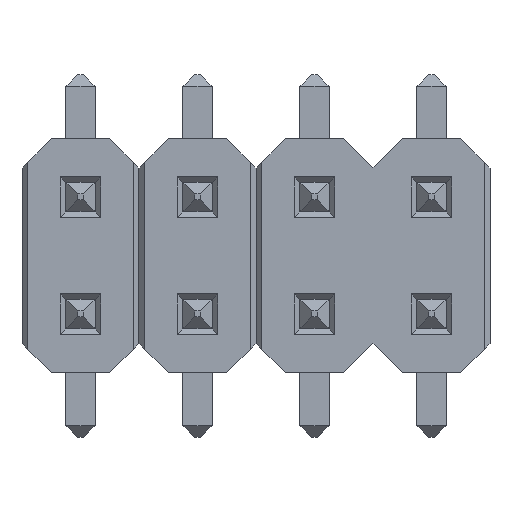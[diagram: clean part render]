
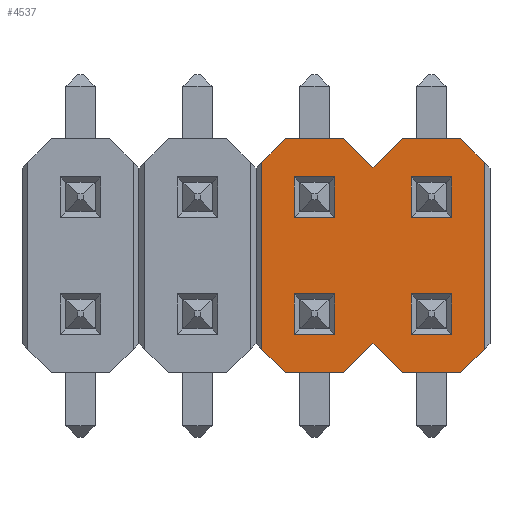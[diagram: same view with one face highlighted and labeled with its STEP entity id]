
A CAD part, top view. The second image highlights one B-rep face of the part: STEP entity #4537.
In plain terms, the highlighted planar face has unit normal (0, 0, 1).
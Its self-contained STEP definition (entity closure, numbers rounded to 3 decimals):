
#18=FACE_BOUND('',#476,.T.);
#19=FACE_BOUND('',#477,.T.);
#20=FACE_BOUND('',#478,.T.);
#21=FACE_BOUND('',#479,.T.);
#213=FACE_OUTER_BOUND('',#475,.T.);
#475=EDGE_LOOP('',(#3472,#3473,#3474,#3475,#3476,#3477,#3478,#3479,#3480,
#3481,#3482,#3483,#3484,#3485));
#476=EDGE_LOOP('',(#3486,#3487,#3488,#3489));
#477=EDGE_LOOP('',(#3490,#3491,#3492,#3493));
#478=EDGE_LOOP('',(#3494,#3495,#3496,#3497));
#479=EDGE_LOOP('',(#3498,#3499,#3500,#3501));
#982=LINE('',#6907,#1560);
#985=LINE('',#6912,#1563);
#987=LINE('',#6916,#1565);
#989=LINE('',#6919,#1567);
#990=LINE('',#6923,#1568);
#991=LINE('',#6925,#1569);
#992=LINE('',#6927,#1570);
#993=LINE('',#6929,#1571);
#994=LINE('',#6931,#1572);
#995=LINE('',#6933,#1573);
#996=LINE('',#6935,#1574);
#997=LINE('',#6937,#1575);
#998=LINE('',#6939,#1576);
#999=LINE('',#6941,#1577);
#1000=LINE('',#6943,#1578);
#1001=LINE('',#6945,#1579);
#1002=LINE('',#6947,#1580);
#1003=LINE('',#6948,#1581);
#1004=LINE('',#6951,#1582);
#1005=LINE('',#6953,#1583);
#1006=LINE('',#6955,#1584);
#1007=LINE('',#6956,#1585);
#1008=LINE('',#6959,#1586);
#1009=LINE('',#6961,#1587);
#1010=LINE('',#6963,#1588);
#1011=LINE('',#6964,#1589);
#1012=LINE('',#6967,#1590);
#1013=LINE('',#6969,#1591);
#1014=LINE('',#6971,#1592);
#1015=LINE('',#6972,#1593);
#1560=VECTOR('',#5686,10.);
#1563=VECTOR('',#5691,10.);
#1565=VECTOR('',#5695,10.);
#1567=VECTOR('',#5699,10.);
#1568=VECTOR('',#5702,10.);
#1569=VECTOR('',#5703,10.);
#1570=VECTOR('',#5704,10.);
#1571=VECTOR('',#5705,10.);
#1572=VECTOR('',#5706,10.);
#1573=VECTOR('',#5707,10.);
#1574=VECTOR('',#5708,10.);
#1575=VECTOR('',#5709,10.);
#1576=VECTOR('',#5710,10.);
#1577=VECTOR('',#5711,10.);
#1578=VECTOR('',#5712,10.);
#1579=VECTOR('',#5713,10.);
#1580=VECTOR('',#5714,10.);
#1581=VECTOR('',#5715,10.);
#1582=VECTOR('',#5716,10.);
#1583=VECTOR('',#5717,10.);
#1584=VECTOR('',#5718,10.);
#1585=VECTOR('',#5719,10.);
#1586=VECTOR('',#5720,10.);
#1587=VECTOR('',#5721,10.);
#1588=VECTOR('',#5722,10.);
#1589=VECTOR('',#5723,10.);
#1590=VECTOR('',#5724,10.);
#1591=VECTOR('',#5725,10.);
#1592=VECTOR('',#5726,10.);
#1593=VECTOR('',#5727,10.);
#2014=VERTEX_POINT('',#6905);
#2015=VERTEX_POINT('',#6906);
#2016=VERTEX_POINT('',#6911);
#2017=VERTEX_POINT('',#6915);
#2018=VERTEX_POINT('',#6921);
#2019=VERTEX_POINT('',#6922);
#2020=VERTEX_POINT('',#6924);
#2021=VERTEX_POINT('',#6926);
#2022=VERTEX_POINT('',#6928);
#2023=VERTEX_POINT('',#6930);
#2024=VERTEX_POINT('',#6932);
#2025=VERTEX_POINT('',#6934);
#2026=VERTEX_POINT('',#6936);
#2027=VERTEX_POINT('',#6938);
#2028=VERTEX_POINT('',#6940);
#2029=VERTEX_POINT('',#6942);
#2030=VERTEX_POINT('',#6944);
#2031=VERTEX_POINT('',#6946);
#2032=VERTEX_POINT('',#6949);
#2033=VERTEX_POINT('',#6950);
#2034=VERTEX_POINT('',#6952);
#2035=VERTEX_POINT('',#6954);
#2036=VERTEX_POINT('',#6957);
#2037=VERTEX_POINT('',#6958);
#2038=VERTEX_POINT('',#6960);
#2039=VERTEX_POINT('',#6962);
#2040=VERTEX_POINT('',#6965);
#2041=VERTEX_POINT('',#6966);
#2042=VERTEX_POINT('',#6968);
#2043=VERTEX_POINT('',#6970);
#2524=EDGE_CURVE('',#2014,#2015,#982,.T.);
#2527=EDGE_CURVE('',#2015,#2016,#985,.T.);
#2529=EDGE_CURVE('',#2016,#2017,#987,.T.);
#2531=EDGE_CURVE('',#2017,#2014,#989,.T.);
#2532=EDGE_CURVE('',#2018,#2019,#990,.T.);
#2533=EDGE_CURVE('',#2020,#2018,#991,.T.);
#2534=EDGE_CURVE('',#2020,#2021,#992,.T.);
#2535=EDGE_CURVE('',#2022,#2021,#993,.T.);
#2536=EDGE_CURVE('',#2023,#2022,#994,.T.);
#2537=EDGE_CURVE('',#2023,#2024,#995,.T.);
#2538=EDGE_CURVE('',#2025,#2024,#996,.T.);
#2539=EDGE_CURVE('',#2026,#2025,#997,.T.);
#2540=EDGE_CURVE('',#2027,#2026,#998,.T.);
#2541=EDGE_CURVE('',#2027,#2028,#999,.T.);
#2542=EDGE_CURVE('',#2029,#2028,#1000,.T.);
#2543=EDGE_CURVE('',#2030,#2029,#1001,.T.);
#2544=EDGE_CURVE('',#2030,#2031,#1002,.T.);
#2545=EDGE_CURVE('',#2019,#2031,#1003,.T.);
#2546=EDGE_CURVE('',#2032,#2033,#1004,.T.);
#2547=EDGE_CURVE('',#2034,#2032,#1005,.T.);
#2548=EDGE_CURVE('',#2035,#2034,#1006,.T.);
#2549=EDGE_CURVE('',#2033,#2035,#1007,.T.);
#2550=EDGE_CURVE('',#2036,#2037,#1008,.T.);
#2551=EDGE_CURVE('',#2038,#2036,#1009,.T.);
#2552=EDGE_CURVE('',#2039,#2038,#1010,.T.);
#2553=EDGE_CURVE('',#2037,#2039,#1011,.T.);
#2554=EDGE_CURVE('',#2040,#2041,#1012,.T.);
#2555=EDGE_CURVE('',#2042,#2040,#1013,.T.);
#2556=EDGE_CURVE('',#2043,#2042,#1014,.T.);
#2557=EDGE_CURVE('',#2041,#2043,#1015,.T.);
#3472=ORIENTED_EDGE('',*,*,#2532,.F.);
#3473=ORIENTED_EDGE('',*,*,#2533,.F.);
#3474=ORIENTED_EDGE('',*,*,#2534,.T.);
#3475=ORIENTED_EDGE('',*,*,#2535,.F.);
#3476=ORIENTED_EDGE('',*,*,#2536,.F.);
#3477=ORIENTED_EDGE('',*,*,#2537,.T.);
#3478=ORIENTED_EDGE('',*,*,#2538,.F.);
#3479=ORIENTED_EDGE('',*,*,#2539,.F.);
#3480=ORIENTED_EDGE('',*,*,#2540,.F.);
#3481=ORIENTED_EDGE('',*,*,#2541,.T.);
#3482=ORIENTED_EDGE('',*,*,#2542,.F.);
#3483=ORIENTED_EDGE('',*,*,#2543,.F.);
#3484=ORIENTED_EDGE('',*,*,#2544,.T.);
#3485=ORIENTED_EDGE('',*,*,#2545,.F.);
#3486=ORIENTED_EDGE('',*,*,#2546,.F.);
#3487=ORIENTED_EDGE('',*,*,#2547,.F.);
#3488=ORIENTED_EDGE('',*,*,#2548,.F.);
#3489=ORIENTED_EDGE('',*,*,#2549,.F.);
#3490=ORIENTED_EDGE('',*,*,#2550,.F.);
#3491=ORIENTED_EDGE('',*,*,#2551,.F.);
#3492=ORIENTED_EDGE('',*,*,#2552,.F.);
#3493=ORIENTED_EDGE('',*,*,#2553,.F.);
#3494=ORIENTED_EDGE('',*,*,#2554,.F.);
#3495=ORIENTED_EDGE('',*,*,#2555,.F.);
#3496=ORIENTED_EDGE('',*,*,#2556,.F.);
#3497=ORIENTED_EDGE('',*,*,#2557,.F.);
#3498=ORIENTED_EDGE('',*,*,#2524,.F.);
#3499=ORIENTED_EDGE('',*,*,#2531,.F.);
#3500=ORIENTED_EDGE('',*,*,#2529,.F.);
#3501=ORIENTED_EDGE('',*,*,#2527,.F.);
#4117=PLANE('',#4843);
#4537=ADVANCED_FACE('',(#213,#18,#19,#20,#21),#4117,.T.);
#4843=AXIS2_PLACEMENT_3D('',#6920,#5700,#5701);
#5686=DIRECTION('',(0.,-1.,0.));
#5691=DIRECTION('',(1.,0.,0.));
#5695=DIRECTION('',(0.,1.,0.));
#5699=DIRECTION('',(-1.,0.,0.));
#5700=DIRECTION('center_axis',(0.,0.,1.));
#5701=DIRECTION('ref_axis',(1.,0.,0.));
#5702=DIRECTION('',(0.,-1.,0.));
#5703=DIRECTION('',(0.707,-0.707,0.));
#5704=DIRECTION('',(-1.,0.,0.));
#5705=DIRECTION('',(0.707,0.707,0.));
#5706=DIRECTION('',(0.707,-0.707,0.));
#5707=DIRECTION('',(-1.,0.,0.));
#5708=DIRECTION('',(0.707,0.707,0.));
#5709=DIRECTION('',(0.,1.,0.));
#5710=DIRECTION('',(-0.707,0.707,0.));
#5711=DIRECTION('',(1.,0.,0.));
#5712=DIRECTION('',(-0.707,-0.707,0.));
#5713=DIRECTION('',(-0.707,0.707,0.));
#5714=DIRECTION('',(1.,0.,0.));
#5715=DIRECTION('',(-0.707,-0.707,0.));
#5716=DIRECTION('',(1.,0.,0.));
#5717=DIRECTION('',(0.,-1.,0.));
#5718=DIRECTION('',(-1.,0.,0.));
#5719=DIRECTION('',(0.,1.,0.));
#5720=DIRECTION('',(1.,0.,0.));
#5721=DIRECTION('',(0.,-1.,0.));
#5722=DIRECTION('',(-1.,0.,0.));
#5723=DIRECTION('',(0.,1.,0.));
#5724=DIRECTION('',(0.,-1.,0.));
#5725=DIRECTION('',(-1.,0.,0.));
#5726=DIRECTION('',(0.,1.,0.));
#5727=DIRECTION('',(1.,0.,0.));
#6905=CARTESIAN_POINT('',(3.65,1.35,2.));
#6906=CARTESIAN_POINT('',(3.65,0.65,2.));
#6907=CARTESIAN_POINT('',(3.65,0.375,2.));
#6911=CARTESIAN_POINT('',(4.35,0.65,2.));
#6912=CARTESIAN_POINT('',(3.125,0.65,2.));
#6915=CARTESIAN_POINT('',(4.35,1.35,2.));
#6916=CARTESIAN_POINT('',(4.35,0.625,2.));
#6919=CARTESIAN_POINT('',(2.875,1.35,2.));
#6920=CARTESIAN_POINT('Origin',(2.,0.,2.));
#6921=CARTESIAN_POINT('',(4.9,1.6,2.));
#6922=CARTESIAN_POINT('',(4.9,-1.6,2.));
#6923=CARTESIAN_POINT('',(4.9,-1.,2.));
#6924=CARTESIAN_POINT('',(4.5,2.,2.));
#6925=CARTESIAN_POINT('',(5.,1.5,2.));
#6926=CARTESIAN_POINT('',(3.5,2.,2.));
#6927=CARTESIAN_POINT('',(3.,2.,2.));
#6928=CARTESIAN_POINT('',(3.,1.5,2.));
#6929=CARTESIAN_POINT('',(3.,1.5,2.));
#6930=CARTESIAN_POINT('',(2.5,2.,2.));
#6931=CARTESIAN_POINT('',(3.,1.5,2.));
#6932=CARTESIAN_POINT('',(1.5,2.,2.));
#6933=CARTESIAN_POINT('',(1.,2.,2.));
#6934=CARTESIAN_POINT('',(1.1,1.6,2.));
#6935=CARTESIAN_POINT('',(1.,1.5,2.));
#6936=CARTESIAN_POINT('',(1.1,-1.6,2.));
#6937=CARTESIAN_POINT('',(1.1,1.,2.));
#6938=CARTESIAN_POINT('',(1.5,-2.,2.));
#6939=CARTESIAN_POINT('',(1.,-1.5,2.));
#6940=CARTESIAN_POINT('',(2.5,-2.,2.));
#6941=CARTESIAN_POINT('',(3.,-2.,2.));
#6942=CARTESIAN_POINT('',(3.,-1.5,2.));
#6943=CARTESIAN_POINT('',(3.,-1.5,2.));
#6944=CARTESIAN_POINT('',(3.5,-2.,2.));
#6945=CARTESIAN_POINT('',(3.,-1.5,2.));
#6946=CARTESIAN_POINT('',(4.5,-2.,2.));
#6947=CARTESIAN_POINT('',(5.,-2.,2.));
#6948=CARTESIAN_POINT('',(5.,-1.5,2.));
#6949=CARTESIAN_POINT('',(3.65,-1.35,2.));
#6950=CARTESIAN_POINT('',(4.35,-1.35,2.));
#6951=CARTESIAN_POINT('',(3.125,-1.35,2.));
#6952=CARTESIAN_POINT('',(3.65,-0.65,2.));
#6953=CARTESIAN_POINT('',(3.65,-0.625,2.));
#6954=CARTESIAN_POINT('',(4.35,-0.65,2.));
#6955=CARTESIAN_POINT('',(2.875,-0.65,2.));
#6956=CARTESIAN_POINT('',(4.35,-0.375,2.));
#6957=CARTESIAN_POINT('',(1.65,-1.35,2.));
#6958=CARTESIAN_POINT('',(2.35,-1.35,2.));
#6959=CARTESIAN_POINT('',(2.125,-1.35,2.));
#6960=CARTESIAN_POINT('',(1.65,-0.65,2.));
#6961=CARTESIAN_POINT('',(1.65,-0.625,2.));
#6962=CARTESIAN_POINT('',(2.35,-0.65,2.));
#6963=CARTESIAN_POINT('',(1.875,-0.65,2.));
#6964=CARTESIAN_POINT('',(2.35,-0.375,2.));
#6965=CARTESIAN_POINT('',(1.65,1.35,2.));
#6966=CARTESIAN_POINT('',(1.65,0.65,2.));
#6967=CARTESIAN_POINT('',(1.65,0.375,2.));
#6968=CARTESIAN_POINT('',(2.35,1.35,2.));
#6969=CARTESIAN_POINT('',(1.875,1.35,2.));
#6970=CARTESIAN_POINT('',(2.35,0.65,2.));
#6971=CARTESIAN_POINT('',(2.35,0.625,2.));
#6972=CARTESIAN_POINT('',(2.125,0.65,2.));
